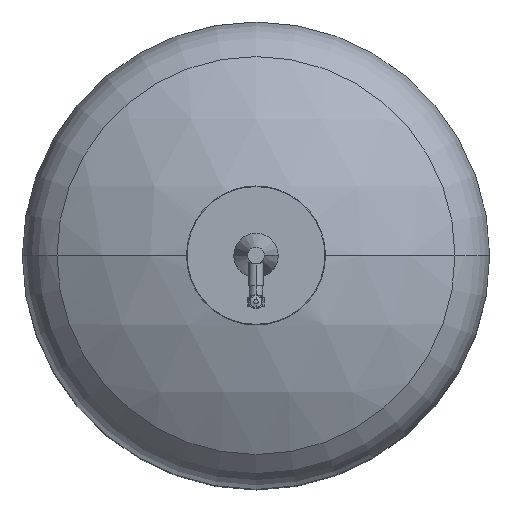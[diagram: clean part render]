
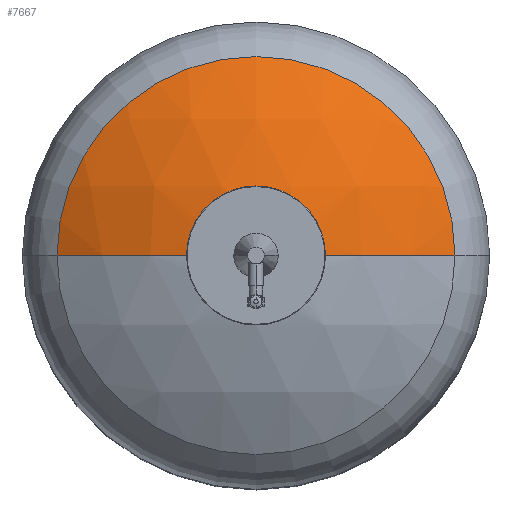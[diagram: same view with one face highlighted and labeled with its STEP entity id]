
A CAD part, top view. The second image highlights one B-rep face of the part: STEP entity #7667.
In plain terms, the highlighted spherical face has radius 635 mm.
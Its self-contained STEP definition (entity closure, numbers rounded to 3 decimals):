
#120 = CARTESIAN_POINT ( 'NONE',  ( 0., 0., 1260.004 ) ) ;
#241 = CARTESIAN_POINT ( 'NONE',  ( 0., 0., 632. ) ) ;
#284 = ORIENTED_EDGE ( 'NONE', *, *, #1558, .F. ) ;
#520 = CIRCLE ( 'NONE', #3135, 635. ) ;
#1229 = DIRECTION ( 'NONE',  ( -1., 0., 0. ) ) ;
#1298 = EDGE_CURVE ( 'NONE', #1724, #3201, #2152, .T. ) ;
#1558 = EDGE_CURVE ( 'NONE', #2828, #6502, #520, .T. ) ;
#1724 = VERTEX_POINT ( 'NONE', #4812 ) ;
#2129 = DIRECTION ( 'NONE',  ( 0., 0., -1. ) ) ;
#2152 = CIRCLE ( 'NONE', #7560, 635. ) ;
#2345 = EDGE_CURVE ( 'NONE', #1724, #2828, #5366, .T. ) ;
#2518 = CARTESIAN_POINT ( 'NONE',  ( 0., 0., 632. ) ) ;
#2793 = EDGE_CURVE ( 'NONE', #3201, #6502, #5761, .T. ) ;
#2828 = VERTEX_POINT ( 'NONE', #7020 ) ;
#3135 = AXIS2_PLACEMENT_3D ( 'NONE', #2518, #3984, #5455 ) ;
#3201 = VERTEX_POINT ( 'NONE', #6410 ) ;
#3633 = ORIENTED_EDGE ( 'NONE', *, *, #2345, .F. ) ;
#3874 = CARTESIAN_POINT ( 'NONE',  ( 94., 0., 1260.004 ) ) ;
#3984 = DIRECTION ( 'NONE',  ( 0., -1., 0. ) ) ;
#4150 = CARTESIAN_POINT ( 'NONE',  ( 0., 0., 632. ) ) ;
#4261 = FACE_OUTER_BOUND ( 'NONE', #7703, .T. ) ;
#4565 = AXIS2_PLACEMENT_3D ( 'NONE', #241, #5721, #6372 ) ;
#4712 = ORIENTED_EDGE ( 'NONE', *, *, #1298, .T. ) ;
#4812 = CARTESIAN_POINT ( 'NONE',  ( -336.376, 0., 1170.587 ) ) ;
#5366 = CIRCLE ( 'NONE', #6535, 336.376 ) ;
#5455 = DIRECTION ( 'NONE',  ( 0., 0., -1. ) ) ;
#5570 = DIRECTION ( 'NONE',  ( 0., 0., -1. ) ) ;
#5618 = DIRECTION ( 'NONE',  ( 1., 0., 0. ) ) ;
#5654 = DIRECTION ( 'NONE',  ( 1., 0., 0. ) ) ;
#5672 = ORIENTED_EDGE ( 'NONE', *, *, #2793, .T. ) ;
#5721 = DIRECTION ( 'NONE',  ( 0., 1., 0. ) ) ;
#5761 = CIRCLE ( 'NONE', #5906, 94. ) ;
#5906 = AXIS2_PLACEMENT_3D ( 'NONE', #120, #2129, #5654 ) ;
#6372 = DIRECTION ( 'NONE',  ( 1., 0., 0. ) ) ;
#6410 = CARTESIAN_POINT ( 'NONE',  ( -94., 0., 1260.004 ) ) ;
#6502 = VERTEX_POINT ( 'NONE', #3874 ) ;
#6503 = SPHERICAL_SURFACE ( 'NONE', #4565, 635. ) ;
#6535 = AXIS2_PLACEMENT_3D ( 'NONE', #8272, #5570, #5618 ) ;
#7020 = CARTESIAN_POINT ( 'NONE',  ( 336.376, 0., 1170.587 ) ) ;
#7560 = AXIS2_PLACEMENT_3D ( 'NONE', #4150, #8178, #1229 ) ;
#7667 = ADVANCED_FACE ( 'NONE', ( #4261 ), #6503, .T. ) ;
#7703 = EDGE_LOOP ( 'NONE', ( #3633, #4712, #5672, #284 ) ) ;
#8178 = DIRECTION ( 'NONE',  ( 0., 1., 0. ) ) ;
#8272 = CARTESIAN_POINT ( 'NONE',  ( 0., 0., 1170.587 ) ) ;
